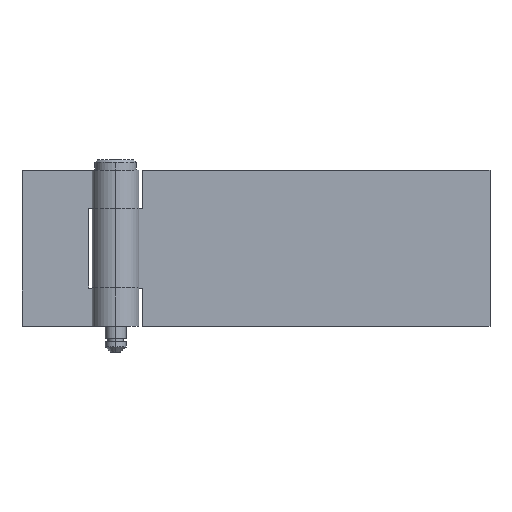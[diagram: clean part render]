
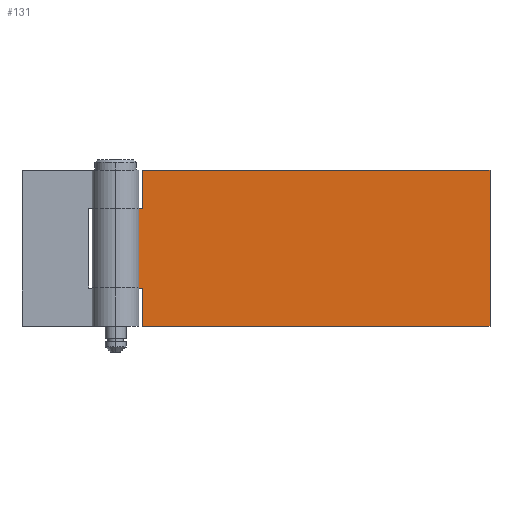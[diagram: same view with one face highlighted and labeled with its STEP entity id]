
A CAD part, top view. The second image highlights one B-rep face of the part: STEP entity #131.
In plain terms, the highlighted face is planar.
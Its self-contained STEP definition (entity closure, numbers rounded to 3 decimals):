
#82 = EDGE_CURVE ( 'NONE', #94, #87, #651, .T. ) ;
#87 = VERTEX_POINT ( 'NONE', #646 ) ;
#94 = VERTEX_POINT ( 'NONE', #697 ) ;
#100 = VERTEX_POINT ( 'NONE', #680 ) ;
#102 = VERTEX_POINT ( 'NONE', #679 ) ;
#103 = VERTEX_POINT ( 'NONE', #678 ) ;
#105 = EDGE_CURVE ( 'NONE', #100, #103, #677, .T. ) ;
#118 = VERTEX_POINT ( 'NONE', #714 ) ;
#119 = EDGE_CURVE ( 'NONE', #102, #118, #713, .T. ) ;
#126 = VERTEX_POINT ( 'NONE', #758 ) ;
#127 = EDGE_CURVE ( 'NONE', #102, #126, #757, .T. ) ;
#128 = ORIENTED_EDGE ( 'NONE', *, *, #127, .T. ) ;
#131 = ADVANCED_FACE ( 'NONE', ( #753 ), #752, .F. ) ;
#132 = EDGE_LOOP ( 'NONE', ( #128, #150, #156, #159, #153, #155, #154, #140 ) ) ;
#133 = EDGE_CURVE ( 'NONE', #94, #100, #747, .T. ) ;
#140 = ORIENTED_EDGE ( 'NONE', *, *, #119, .F. ) ;
#141 = EDGE_CURVE ( 'NONE', #158, #118, #741, .T. ) ;
#143 = EDGE_CURVE ( 'NONE', #126, #87, #794, .T. ) ;
#150 = ORIENTED_EDGE ( 'NONE', *, *, #143, .T. ) ;
#152 = EDGE_CURVE ( 'NONE', #103, #158, #781, .T. ) ;
#153 = ORIENTED_EDGE ( 'NONE', *, *, #105, .T. ) ;
#154 = ORIENTED_EDGE ( 'NONE', *, *, #141, .T. ) ;
#155 = ORIENTED_EDGE ( 'NONE', *, *, #152, .T. ) ;
#156 = ORIENTED_EDGE ( 'NONE', *, *, #82, .F. ) ;
#158 = VERTEX_POINT ( 'NONE', #770 ) ;
#159 = ORIENTED_EDGE ( 'NONE', *, *, #133, .T. ) ;
#646 = CARTESIAN_POINT ( 'NONE',  ( 5.1, 30., 2.2 ) ) ;
#648 = DIRECTION ( 'NONE',  ( -1., 0., 0. ) ) ;
#649 = VECTOR ( 'NONE', #648, 1000. ) ;
#650 = CARTESIAN_POINT ( 'NONE',  ( 72., 30., 2.2 ) ) ;
#651 = LINE ( 'NONE', #650, #649 ) ;
#674 = DIRECTION ( 'NONE',  ( -1., 0., 0. ) ) ;
#675 = VECTOR ( 'NONE', #674, 1000. ) ;
#676 = CARTESIAN_POINT ( 'NONE',  ( 72., 0., 2.2 ) ) ;
#677 = LINE ( 'NONE', #676, #675 ) ;
#678 = CARTESIAN_POINT ( 'NONE',  ( 5.1, 0., 2.2 ) ) ;
#679 = CARTESIAN_POINT ( 'NONE',  ( 3.926, 22.65, 2.2 ) ) ;
#680 = CARTESIAN_POINT ( 'NONE',  ( 72., 0., 2.2 ) ) ;
#697 = CARTESIAN_POINT ( 'NONE',  ( 72., 30., 2.2 ) ) ;
#710 = DIRECTION ( 'NONE',  ( 0., -1., 0. ) ) ;
#711 = VECTOR ( 'NONE', #710, 1000. ) ;
#712 = CARTESIAN_POINT ( 'NONE',  ( 3.926, 30., 2.2 ) ) ;
#713 = LINE ( 'NONE', #712, #711 ) ;
#714 = CARTESIAN_POINT ( 'NONE',  ( 3.926, 7.35, 2.2 ) ) ;
#734 = DIRECTION ( 'NONE',  ( -1., 0., 0. ) ) ;
#735 = VECTOR ( 'NONE', #734, 1000. ) ;
#736 = CARTESIAN_POINT ( 'NONE',  ( 72., 7.35, 2.2 ) ) ;
#741 = LINE ( 'NONE', #736, #735 ) ;
#744 = DIRECTION ( 'NONE',  ( 0., -1., 0. ) ) ;
#745 = VECTOR ( 'NONE', #744, 1000. ) ;
#746 = CARTESIAN_POINT ( 'NONE',  ( 72., 30., 2.2 ) ) ;
#747 = LINE ( 'NONE', #746, #745 ) ;
#748 = DIRECTION ( 'NONE',  ( 1., 0., 0. ) ) ;
#749 = DIRECTION ( 'NONE',  ( 0., 0., 1. ) ) ;
#750 = CARTESIAN_POINT ( 'NONE',  ( 72., 30., 2.2 ) ) ;
#751 = AXIS2_PLACEMENT_3D ( 'NONE', #750, #749, #748 ) ;
#752 = PLANE ( 'NONE',  #751 ) ;
#753 = FACE_OUTER_BOUND ( 'NONE', #132, .T. ) ;
#754 = DIRECTION ( 'NONE',  ( 1., 0., 0. ) ) ;
#755 = VECTOR ( 'NONE', #754, 1000. ) ;
#756 = CARTESIAN_POINT ( 'NONE',  ( 72., 22.65, 2.2 ) ) ;
#757 = LINE ( 'NONE', #756, #755 ) ;
#758 = CARTESIAN_POINT ( 'NONE',  ( 5.1, 22.65, 2.2 ) ) ;
#770 = CARTESIAN_POINT ( 'NONE',  ( 5.1, 7.35, 2.2 ) ) ;
#778 = DIRECTION ( 'NONE',  ( 0., 1., 0. ) ) ;
#779 = VECTOR ( 'NONE', #778, 1000. ) ;
#780 = CARTESIAN_POINT ( 'NONE',  ( 5.1, 30., 2.2 ) ) ;
#781 = LINE ( 'NONE', #780, #779 ) ;
#791 = DIRECTION ( 'NONE',  ( 0., 1., 0. ) ) ;
#792 = VECTOR ( 'NONE', #791, 1000. ) ;
#793 = CARTESIAN_POINT ( 'NONE',  ( 5.1, 30., 2.2 ) ) ;
#794 = LINE ( 'NONE', #793, #792 ) ;
